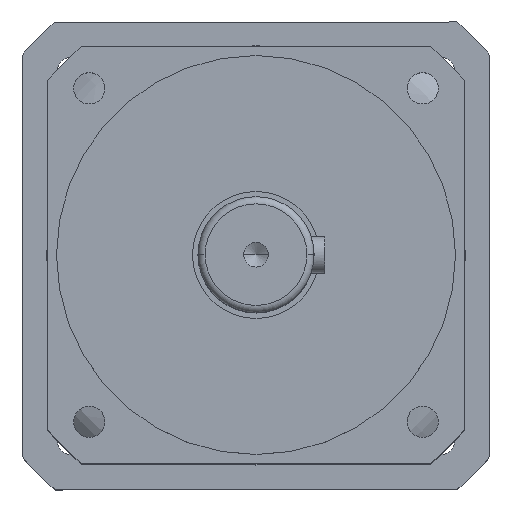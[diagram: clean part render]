
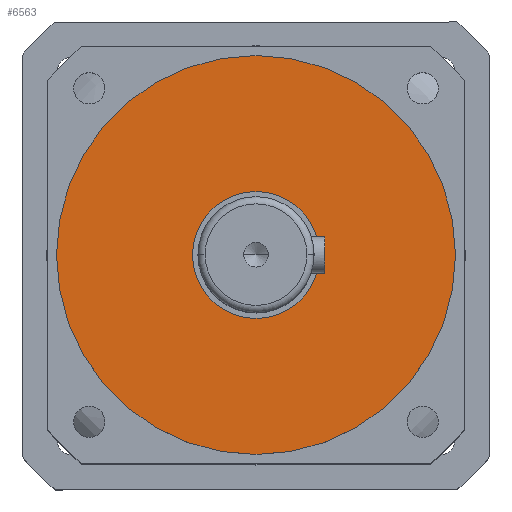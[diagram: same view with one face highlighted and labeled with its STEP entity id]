
A CAD part, top view. The second image highlights one B-rep face of the part: STEP entity #6563.
In plain terms, the highlighted planar face has unit normal (0, 0, 1).
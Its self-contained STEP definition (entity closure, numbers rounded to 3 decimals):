
#131 = ORIENTED_EDGE ( 'NONE', *, *, #9385, .T. ) ;
#149 = CIRCLE ( 'NONE', #9840, 55. ) ;
#287 = VERTEX_POINT ( 'NONE', #10829 ) ;
#432 = VERTEX_POINT ( 'NONE', #6838 ) ;
#460 = DIRECTION ( 'NONE',  ( 1., 0., 0. ) ) ;
#1268 = CARTESIAN_POINT ( 'NONE',  ( 0., 0., 145.5 ) ) ;
#1339 = AXIS2_PLACEMENT_3D ( 'NONE', #5193, #6120, #5155 ) ;
#2310 = DIRECTION ( 'NONE',  ( 0., 0., 1. ) ) ;
#3038 = AXIS2_PLACEMENT_3D ( 'NONE', #3121, #4038, #4948 ) ;
#3121 = CARTESIAN_POINT ( 'NONE',  ( 0., 0., 145.5 ) ) ;
#4038 = DIRECTION ( 'NONE',  ( 0., 0., 1. ) ) ;
#4909 = EDGE_CURVE ( 'NONE', #432, #287, #5422, .T. ) ;
#4948 = DIRECTION ( 'NONE',  ( 1., 0., 0. ) ) ;
#5155 = DIRECTION ( 'NONE',  ( 1., 0., 0. ) ) ;
#5193 = CARTESIAN_POINT ( 'NONE',  ( 0., 0., 145.5 ) ) ;
#5422 = CIRCLE ( 'NONE', #1339, 55. ) ;
#5661 = PLANE ( 'NONE',  #3038 ) ;
#5898 = ORIENTED_EDGE ( 'NONE', *, *, #4909, .T. ) ;
#5966 = FACE_OUTER_BOUND ( 'NONE', #11533, .T. ) ;
#6120 = DIRECTION ( 'NONE',  ( 0., 0., 1. ) ) ;
#6563 = ADVANCED_FACE ( 'NONE', ( #5966 ), #5661, .T. ) ;
#6838 = CARTESIAN_POINT ( 'NONE',  ( 55., 0., 145.5 ) ) ;
#9385 = EDGE_CURVE ( 'NONE', #287, #432, #149, .T. ) ;
#9840 = AXIS2_PLACEMENT_3D ( 'NONE', #1268, #2310, #460 ) ;
#10829 = CARTESIAN_POINT ( 'NONE',  ( -55., 0., 145.5 ) ) ;
#11533 = EDGE_LOOP ( 'NONE', ( #5898, #131 ) ) ;
